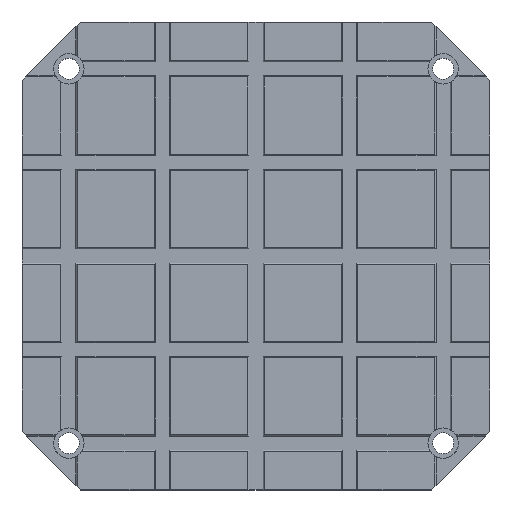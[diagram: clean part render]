
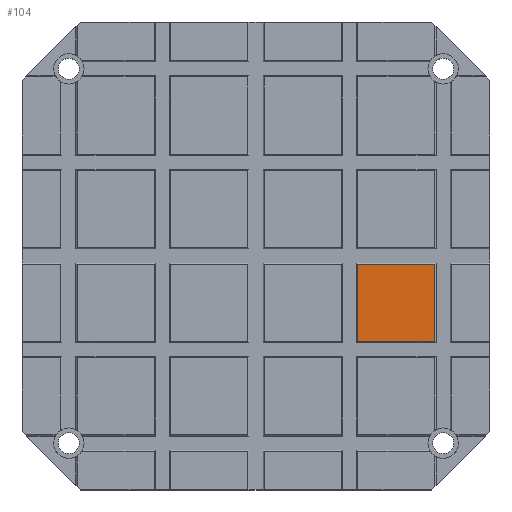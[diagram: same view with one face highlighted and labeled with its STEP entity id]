
A CAD part, top view. The second image highlights one B-rep face of the part: STEP entity #104.
In plain terms, the highlighted planar face has unit normal (0, 0, 1).
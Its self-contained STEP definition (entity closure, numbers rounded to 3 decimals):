
#104 = ADVANCED_FACE( '', ( #623 ), #624, .T. );
#623 = FACE_OUTER_BOUND( '', #1660, .T. );
#624 = PLANE( '', #1661 );
#1660 = EDGE_LOOP( '', ( #2962, #2963, #2964, #2965 ) );
#1661 = AXIS2_PLACEMENT_3D( '', #2966, #2967, #2968 );
#2962 = ORIENTED_EDGE( '', *, *, #6866, .F. );
#2963 = ORIENTED_EDGE( '', *, *, #6864, .T. );
#2964 = ORIENTED_EDGE( '', *, *, #6862, .T. );
#2965 = ORIENTED_EDGE( '', *, *, #6859, .F. );
#2966 = CARTESIAN_POINT( '', ( -200., -200., 60. ) );
#2967 = DIRECTION( '', ( 0., 0., 1. ) );
#2968 = DIRECTION( '', ( 1., 0., 0. ) );
#6859 = EDGE_CURVE( '', #8319, #8320, #8321, .T. );
#6862 = EDGE_CURVE( '', #8324, #8320, #8325, .T. );
#6864 = EDGE_CURVE( '', #8327, #8324, #8328, .T. );
#6866 = EDGE_CURVE( '', #8327, #8319, #8330, .T. );
#8319 = VERTEX_POINT( '', #10658 );
#8320 = VERTEX_POINT( '', #10659 );
#8321 = LINE( '', #10660, #10661 );
#8324 = VERTEX_POINT( '', #10666 );
#8325 = LINE( '', #10667, #10668 );
#8327 = VERTEX_POINT( '', #10671 );
#8328 = LINE( '', #10672, #10673 );
#8330 = LINE( '', #10676, #10677 );
#10658 = CARTESIAN_POINT( '', ( 87., -7., 60. ) );
#10659 = CARTESIAN_POINT( '', ( 153., -7., 60. ) );
#10660 = CARTESIAN_POINT( '', ( -200., -7., 60. ) );
#10661 = VECTOR( '', #13678, 1000. );
#10666 = CARTESIAN_POINT( '', ( 153., -73., 60. ) );
#10667 = CARTESIAN_POINT( '', ( 153., -200., 60. ) );
#10668 = VECTOR( '', #13681, 1000. );
#10671 = CARTESIAN_POINT( '', ( 87., -73., 60. ) );
#10672 = CARTESIAN_POINT( '', ( -200., -73., 60. ) );
#10673 = VECTOR( '', #13683, 1000. );
#10676 = CARTESIAN_POINT( '', ( 87., -200., 60. ) );
#10677 = VECTOR( '', #13685, 1000. );
#13678 = DIRECTION( '', ( 1., 0., 0. ) );
#13681 = DIRECTION( '', ( 0., 1., 0. ) );
#13683 = DIRECTION( '', ( 1., 0., 0. ) );
#13685 = DIRECTION( '', ( 0., 1., 0. ) );
